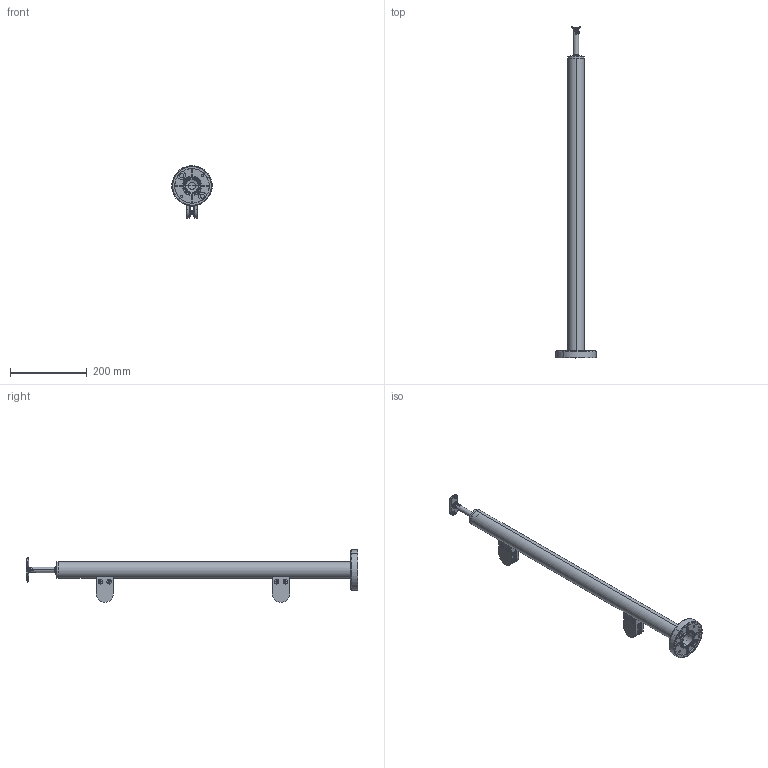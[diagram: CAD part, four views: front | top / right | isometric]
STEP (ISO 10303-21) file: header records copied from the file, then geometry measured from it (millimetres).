
FILE_DESCRIPTION (( 'STEP AP203' ), '1' );
FILE_NAME ('A-VR90-2GR.STEP', '2021-10-13T06:42:33', ( '' ), ( '' ), 'SwSTEP 2.0', 'SolidWorks 2019', '' );
FILE_SCHEMA (( 'CONFIG_CONTROL_DESIGN' ));
Length unit declared in the file: millimetre
Products named in the file (16): 0100000000005577_32_A19-22-008; 0100000000005577_21_A_0718_242_UP E1; 0100000000005577_24_A-0718-242_UP1 E1; 0100000000005577_27_A-2200-042 P1; 0100000000005577_33_M6x10; 0100000000005577_31_A-VR100-4G-M8-TUBE; 0100000000005577_19_A-2200-042-tesnenie; 0100000000005577_30_A-2200-042 P4; 0100000000005577_23_A-0512-042; 0100000000005577_29_A-2200-042 P3; A-VR90-2GR; 0100000000005577_25_A-0718-242_UP2 E1; 0100000000005577_34_screw_iso_10642-m6x15-8_8; 0100000000005577_28_A-2200-042 P2; 0100000000005577_26_A-0940-042-N
Assembly tree (25 placements, depth 3):
  A-VR90-2GR
    0100000000005577_19_A-2200-042-tesnenie
      0100000000005577_34_screw_iso_10642-m6x15-8_8  x2
      0100000000005577_30_A-2200-042 P4
      0100000000005577_29_A-2200-042 P3
      0100000000005577_28_A-2200-042 P2
      0100000000005577_27_A-2200-042 P1
      0100000000005577_32_A19-22-008  x2
    0100000000005577_19_A-2200-042-tesnenie
      0100000000005577_34_screw_iso_10642-m6x15-8_8  x2
      0100000000005577_30_A-2200-042 P4
      0100000000005577_29_A-2200-042 P3
      0100000000005577_28_A-2200-042 P2
      0100000000005577_27_A-2200-042 P1
      0100000000005577_32_A19-22-008  x2
    0100000000005577_21_A_0718_242_UP E1
      0100000000005577_25_A-0718-242_UP2 E1
      0100000000005577_24_A-0718-242_UP1 E1
      0100000000005577_33_M6x10
    0100000000005577_31_A-VR100-4G-M8-TUBE
    0100000000005577_26_A-0940-042-N
    0100000000005577_23_A-0512-042
Bounding box: 104.87 x 862.58 x 136.64 mm (x, y, z)
Volume: 367324.8 mm3; surface area: 315029.3 mm2
Topology: 22 solids, 22 shells, 1302 faces, 3202 edges, 1969 vertices
Faces by surface type: cylinder 524, plane 442, torus 176, bspline 86, cone 52, sphere 22
Entity records: 22922 total; most frequent: CARTESIAN_POINT 6520, DIRECTION 3122, ORIENTED_EDGE 2986, EDGE_CURVE 1493, AXIS2_PLACEMENT_3D 1192, VERTEX_POINT 938, LINE 738, VECTOR 738
